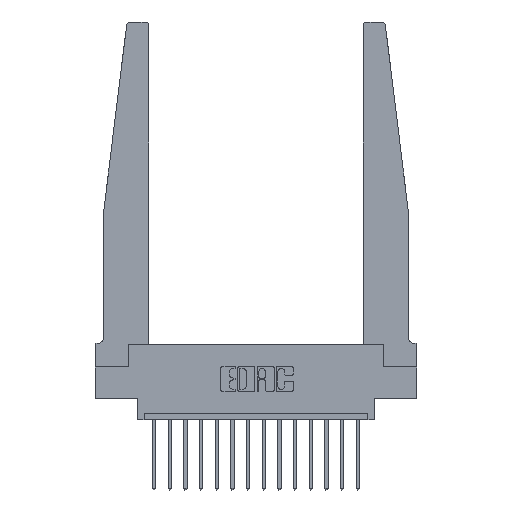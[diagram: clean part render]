
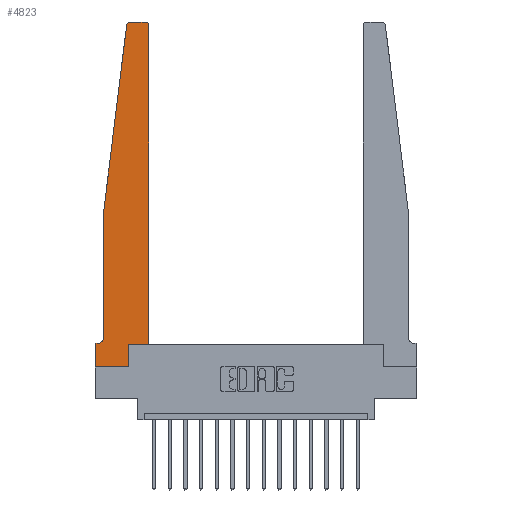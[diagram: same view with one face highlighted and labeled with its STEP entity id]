
A CAD part, top view. The second image highlights one B-rep face of the part: STEP entity #4823.
In plain terms, the highlighted planar face has unit normal (0, 0, 1).
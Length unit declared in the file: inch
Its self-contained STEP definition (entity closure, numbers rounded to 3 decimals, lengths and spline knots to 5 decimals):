
#63 = AXIS2_PLACEMENT_3D ( 'NONE', #9228, #16124, #3849 ) ;
#70 = ORIENTED_EDGE ( 'NONE', *, *, #3334, .T. ) ;
#376 = VERTEX_POINT ( 'NONE', #2783 ) ;
#471 = ORIENTED_EDGE ( 'NONE', *, *, #1747, .T. ) ;
#1045 = CARTESIAN_POINT ( 'NONE',  ( 0.065, 1.25, 0.37 ) ) ;
#1097 = VECTOR ( 'NONE', #5926, 39.37008 ) ;
#1368 = CARTESIAN_POINT ( 'NONE',  ( 0.2605, 0.18, 0.37 ) ) ;
#1431 = EDGE_CURVE ( 'NONE', #6748, #11333, #3834, .T. ) ;
#1445 = CARTESIAN_POINT ( 'NONE',  ( 0.2605, 0., 0.37 ) ) ;
#1747 = EDGE_CURVE ( 'NONE', #11333, #9708, #7673, .T. ) ;
#1884 = VERTEX_POINT ( 'NONE', #15002 ) ;
#1945 = VECTOR ( 'NONE', #10445, 39.37008 ) ;
#2023 = LINE ( 'NONE', #10093, #1097 ) ;
#2136 = DIRECTION ( 'NONE',  ( 0., 1., 0. ) ) ;
#2393 = CARTESIAN_POINT ( 'NONE',  ( 0.25, 2.75, 0.37 ) ) ;
#2456 = CARTESIAN_POINT ( 'NONE',  ( 0.425, 0.18, 0.37 ) ) ;
#2470 = DIRECTION ( 'NONE',  ( 1., 0., 0. ) ) ;
#2482 = CARTESIAN_POINT ( 'NONE',  ( 0., 0.1875, 0.37 ) ) ;
#2705 = VERTEX_POINT ( 'NONE', #15242 ) ;
#2783 = CARTESIAN_POINT ( 'NONE',  ( 0.065, 0.2375, 0.37 ) ) ;
#2785 = CARTESIAN_POINT ( 'NONE',  ( 0.395, 2.75, 0.37 ) ) ;
#2856 = DIRECTION ( 'NONE',  ( 1., 0., 0. ) ) ;
#3015 = ORIENTED_EDGE ( 'NONE', *, *, #1431, .T. ) ;
#3038 = DIRECTION ( 'NONE',  ( 0., -1., 0. ) ) ;
#3197 = FACE_OUTER_BOUND ( 'NONE', #3313, .T. ) ;
#3285 = CARTESIAN_POINT ( 'NONE',  ( 0.065, 0.1875, 0.37 ) ) ;
#3313 = EDGE_LOOP ( 'NONE', ( #3935, #5394, #10648, #4024, #3878, #14686, #12938, #3015, #471, #14632, #70, #4230 ) ) ;
#3334 = EDGE_CURVE ( 'NONE', #12347, #2705, #14423, .T. ) ;
#3772 = LINE ( 'NONE', #1045, #4883 ) ;
#3834 = LINE ( 'NONE', #9297, #9399 ) ;
#3849 = DIRECTION ( 'NONE',  ( 1., 0., 0. ) ) ;
#3878 = ORIENTED_EDGE ( 'NONE', *, *, #16249, .T. ) ;
#3935 = ORIENTED_EDGE ( 'NONE', *, *, #10760, .T. ) ;
#4024 = ORIENTED_EDGE ( 'NONE', *, *, #6005, .T. ) ;
#4043 = DIRECTION ( 'NONE',  ( -0.122, -0.992, 0. ) ) ;
#4131 = DIRECTION ( 'NONE',  ( -1., 0., 0. ) ) ;
#4230 = ORIENTED_EDGE ( 'NONE', *, *, #7652, .T. ) ;
#4293 = VECTOR ( 'NONE', #9303, 39.37008 ) ;
#4401 = AXIS2_PLACEMENT_3D ( 'NONE', #5728, #8392, #9544 ) ;
#4760 = EDGE_CURVE ( 'NONE', #12847, #17612, #11734, .T. ) ;
#4823 = ADVANCED_FACE ( 'NONE', ( #3197 ), #15394, .T. ) ;
#4883 = VECTOR ( 'NONE', #4043, 39.37008 ) ;
#5326 = EDGE_CURVE ( 'NONE', #10377, #1884, #3772, .T. ) ;
#5394 = ORIENTED_EDGE ( 'NONE', *, *, #7088, .T. ) ;
#5538 = EDGE_CURVE ( 'NONE', #17612, #6748, #11047, .T. ) ;
#5728 = CARTESIAN_POINT ( 'NONE',  ( 0.395, 2.72, 0.37 ) ) ;
#5926 = DIRECTION ( 'NONE',  ( 0., -1., 0. ) ) ;
#5947 = AXIS2_PLACEMENT_3D ( 'NONE', #10848, #13900, #4131 ) ;
#6005 = EDGE_CURVE ( 'NONE', #1884, #376, #2023, .T. ) ;
#6406 = CIRCLE ( 'NONE', #63, 0.03 ) ;
#6719 = VERTEX_POINT ( 'NONE', #2785 ) ;
#6748 = VERTEX_POINT ( 'NONE', #11071 ) ;
#6865 = CARTESIAN_POINT ( 'NONE',  ( 0.015, 0.1875, 0.37 ) ) ;
#7088 = EDGE_CURVE ( 'NONE', #11356, #10377, #6406, .T. ) ;
#7137 = CARTESIAN_POINT ( 'NONE',  ( 0.27653, 2.75, 0.37 ) ) ;
#7271 = CARTESIAN_POINT ( 'NONE',  ( 0., 0., 0.37 ) ) ;
#7521 = VECTOR ( 'NONE', #2136, 39.37008 ) ;
#7594 = CARTESIAN_POINT ( 'NONE',  ( 0., 0.1875, 0.37 ) ) ;
#7652 = EDGE_CURVE ( 'NONE', #2705, #6719, #15541, .T. ) ;
#7673 = LINE ( 'NONE', #13155, #1945 ) ;
#7748 = CARTESIAN_POINT ( 'NONE',  ( 0.24675, 2.72367, 0.37 ) ) ;
#8392 = DIRECTION ( 'NONE',  ( 0., 0., 1. ) ) ;
#8595 = DIRECTION ( 'NONE',  ( 0., 0., 1. ) ) ;
#8938 = DIRECTION ( 'NONE',  ( -1., 0., 0. ) ) ;
#9228 = CARTESIAN_POINT ( 'NONE',  ( 0.27653, 2.72, 0.37 ) ) ;
#9297 = CARTESIAN_POINT ( 'NONE',  ( 0., 0., 0.37 ) ) ;
#9303 = DIRECTION ( 'NONE',  ( -1., 0., 0. ) ) ;
#9399 = VECTOR ( 'NONE', #2470, 39.37008 ) ;
#9426 = VECTOR ( 'NONE', #3038, 39.37008 ) ;
#9544 = DIRECTION ( 'NONE',  ( 1., 0., 0. ) ) ;
#9708 = VERTEX_POINT ( 'NONE', #1368 ) ;
#9776 = CARTESIAN_POINT ( 'NONE',  ( 0.425, 0.18, 0.37 ) ) ;
#10093 = CARTESIAN_POINT ( 'NONE',  ( 0.065, 1.25, 0.37 ) ) ;
#10377 = VERTEX_POINT ( 'NONE', #7748 ) ;
#10445 = DIRECTION ( 'NONE',  ( 0., 1., 0. ) ) ;
#10648 = ORIENTED_EDGE ( 'NONE', *, *, #5326, .T. ) ;
#10760 = EDGE_CURVE ( 'NONE', #6719, #11356, #10917, .T. ) ;
#10848 = CARTESIAN_POINT ( 'NONE',  ( 0.015, 0.2375, 0.37 ) ) ;
#10917 = LINE ( 'NONE', #2393, #4293 ) ;
#11047 = LINE ( 'NONE', #7271, #9426 ) ;
#11071 = CARTESIAN_POINT ( 'NONE',  ( 0., 0., 0.37 ) ) ;
#11333 = VERTEX_POINT ( 'NONE', #1445 ) ;
#11356 = VERTEX_POINT ( 'NONE', #7137 ) ;
#11665 = CIRCLE ( 'NONE', #5947, 0.05 ) ;
#11734 = LINE ( 'NONE', #3285, #12607 ) ;
#12347 = VERTEX_POINT ( 'NONE', #2456 ) ;
#12607 = VECTOR ( 'NONE', #8938, 39.37008 ) ;
#12847 = VERTEX_POINT ( 'NONE', #6865 ) ;
#12938 = ORIENTED_EDGE ( 'NONE', *, *, #5538, .T. ) ;
#13155 = CARTESIAN_POINT ( 'NONE',  ( 0.2605, 0.18, 0.37 ) ) ;
#13900 = DIRECTION ( 'NONE',  ( 0., 0., -1. ) ) ;
#14048 = DIRECTION ( 'NONE',  ( 1., 0., 0. ) ) ;
#14258 = CARTESIAN_POINT ( 'NONE',  ( 0.425, 0.18, 0.37 ) ) ;
#14423 = LINE ( 'NONE', #14258, #7521 ) ;
#14632 = ORIENTED_EDGE ( 'NONE', *, *, #16225, .T. ) ;
#14686 = ORIENTED_EDGE ( 'NONE', *, *, #4760, .T. ) ;
#15002 = CARTESIAN_POINT ( 'NONE',  ( 0.065, 1.25, 0.37 ) ) ;
#15241 = LINE ( 'NONE', #9776, #17682 ) ;
#15242 = CARTESIAN_POINT ( 'NONE',  ( 0.425, 2.72, 0.37 ) ) ;
#15394 = PLANE ( 'NONE',  #17185 ) ;
#15541 = CIRCLE ( 'NONE', #4401, 0.03 ) ;
#16124 = DIRECTION ( 'NONE',  ( 0., 0., 1. ) ) ;
#16225 = EDGE_CURVE ( 'NONE', #9708, #12347, #15241, .T. ) ;
#16249 = EDGE_CURVE ( 'NONE', #376, #12847, #11665, .T. ) ;
#17185 = AXIS2_PLACEMENT_3D ( 'NONE', #7594, #8595, #14048 ) ;
#17612 = VERTEX_POINT ( 'NONE', #2482 ) ;
#17682 = VECTOR ( 'NONE', #2856, 39.37008 ) ;
